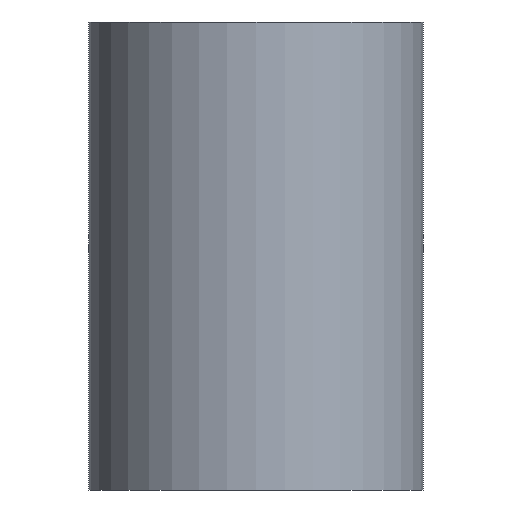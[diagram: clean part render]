
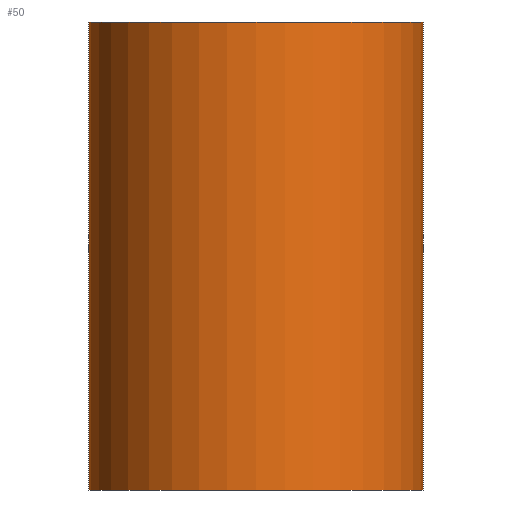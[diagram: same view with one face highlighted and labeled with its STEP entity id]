
A CAD part, front view. The second image highlights one B-rep face of the part: STEP entity #50.
In plain terms, the highlighted cylindrical face has radius 2.5 mm (diameter 5 mm), a full revolution.
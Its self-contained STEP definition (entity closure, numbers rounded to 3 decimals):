
#50=ADVANCED_FACE('',(#71,#73),#75,.T.);
#71=FACE_OUTER_BOUND('',#72,.T.);
#72=EDGE_LOOP('',(#98));
#73=FACE_OUTER_BOUND('',#74,.T.);
#74=EDGE_LOOP('',(#99));
#75=CYLINDRICAL_SURFACE('',#76,2.5);
#76=AXIS2_PLACEMENT_3D('',#77,#78,#79);
#77=CARTESIAN_POINT('',(0.,0.,0.));
#78=DIRECTION('',(0.,0.,1.));
#79=DIRECTION('',(-1.,0.,0.));
#98=ORIENTED_EDGE('',*,*,#102,.F.);
#99=ORIENTED_EDGE('',*,*,#105,.T.);
#102=EDGE_CURVE('',#106,#106,#107,.T.);
#105=EDGE_CURVE('',#112,#112,#113,.T.);
#106=VERTEX_POINT('',#114);
#107=CIRCLE('',#115,2.5);
#112=VERTEX_POINT('',#129);
#113=CIRCLE('',#130,2.5);
#114=CARTESIAN_POINT('',(-2.5,0.,7.));
#115=AXIS2_PLACEMENT_3D('',#116,#117,#118);
#116=CARTESIAN_POINT('',(0.,0.,7.));
#117=DIRECTION('',(0.,0.,1.));
#118=DIRECTION('',(-1.,0.,0.));
#129=CARTESIAN_POINT('',(-2.5,0.,0.));
#130=AXIS2_PLACEMENT_3D('',#131,#132,#133);
#131=CARTESIAN_POINT('',(0.,0.,0.));
#132=DIRECTION('',(0.,0.,1.));
#133=DIRECTION('',(-1.,0.,0.));
